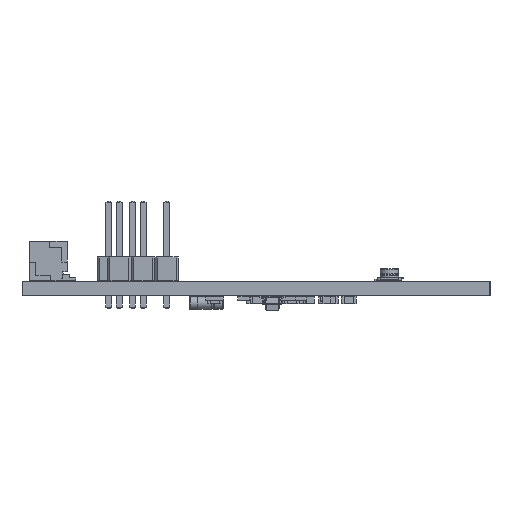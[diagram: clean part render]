
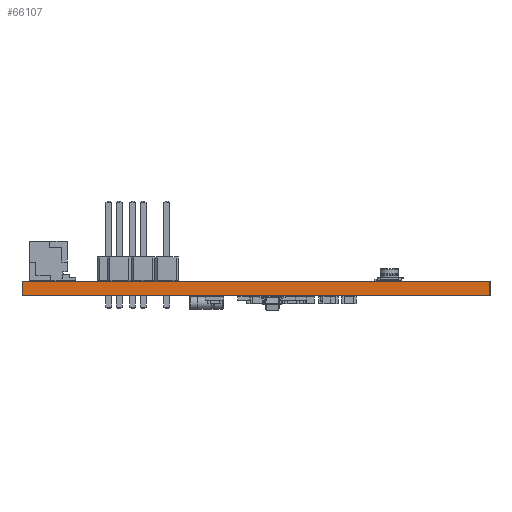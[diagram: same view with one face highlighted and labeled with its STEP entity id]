
A CAD part, left-side view. The second image highlights one B-rep face of the part: STEP entity #66107.
In plain terms, the highlighted planar face has unit normal (-1, 0, 0).
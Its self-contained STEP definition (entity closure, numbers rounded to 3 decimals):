
#62758 = PLANE('',#62759);
#62759 = AXIS2_PLACEMENT_3D('',#62760,#62761,#62762);
#62760 = CARTESIAN_POINT('',(134.874,-78.994,0.));
#62761 = DIRECTION('',(0.,1.,0.));
#62762 = DIRECTION('',(1.,0.,0.));
#62786 = PLANE('',#62787);
#62787 = AXIS2_PLACEMENT_3D('',#62788,#62789,#62790);
#62788 = CARTESIAN_POINT('',(165.1,-104.14,1.6));
#62789 = DIRECTION('',(-0.,-0.,-1.));
#62790 = DIRECTION('',(-1.,0.,0.));
#62814 = PLANE('',#62815);
#62815 = AXIS2_PLACEMENT_3D('',#62816,#62817,#62818);
#62816 = CARTESIAN_POINT('',(195.326,-129.286,0.));
#62817 = DIRECTION('',(0.,-1.,0.));
#62818 = DIRECTION('',(-1.,0.,0.));
#62840 = PLANE('',#62841);
#62841 = AXIS2_PLACEMENT_3D('',#62842,#62843,#62844);
#62842 = CARTESIAN_POINT('',(165.1,-104.14,0.));
#62843 = DIRECTION('',(-0.,-0.,-1.));
#62844 = DIRECTION('',(-1.,0.,0.));
#62855 = EDGE_CURVE('',#62856,#62858,#62860,.T.);
#62856 = VERTEX_POINT('',#62857);
#62857 = CARTESIAN_POINT('',(134.874,-78.994,0.));
#62858 = VERTEX_POINT('',#62859);
#62859 = CARTESIAN_POINT('',(134.874,-78.994,1.6));
#62860 = SURFACE_CURVE('',#62861,(#62865,#62872),.PCURVE_S1.);
#62861 = LINE('',#62862,#62863);
#62862 = CARTESIAN_POINT('',(134.874,-78.994,0.));
#62863 = VECTOR('',#62864,1.);
#62864 = DIRECTION('',(0.,0.,1.));
#62865 = PCURVE('',#62758,#62866);
#62866 = DEFINITIONAL_REPRESENTATION('',(#62867),#62871);
#62867 = LINE('',#62868,#62869);
#62868 = CARTESIAN_POINT('',(0.,0.));
#62869 = VECTOR('',#62870,1.);
#62870 = DIRECTION('',(0.,-1.));
#62871 = ( GEOMETRIC_REPRESENTATION_CONTEXT(2) 
PARAMETRIC_REPRESENTATION_CONTEXT() REPRESENTATION_CONTEXT('2D SPACE',''
  ) );
#62872 = PCURVE('',#62873,#62878);
#62873 = PLANE('',#62874);
#62874 = AXIS2_PLACEMENT_3D('',#62875,#62876,#62877);
#62875 = CARTESIAN_POINT('',(134.874,-129.286,0.));
#62876 = DIRECTION('',(-1.,0.,0.));
#62877 = DIRECTION('',(0.,1.,0.));
#62878 = DEFINITIONAL_REPRESENTATION('',(#62879),#62883);
#62879 = LINE('',#62880,#62881);
#62880 = CARTESIAN_POINT('',(50.292,0.));
#62881 = VECTOR('',#62882,1.);
#62882 = DIRECTION('',(0.,-1.));
#62883 = ( GEOMETRIC_REPRESENTATION_CONTEXT(2) 
PARAMETRIC_REPRESENTATION_CONTEXT() REPRESENTATION_CONTEXT('2D SPACE',''
  ) );
#62933 = VERTEX_POINT('',#62934);
#62934 = CARTESIAN_POINT('',(134.874,-129.286,1.6));
#62955 = EDGE_CURVE('',#62956,#62933,#62958,.T.);
#62956 = VERTEX_POINT('',#62957);
#62957 = CARTESIAN_POINT('',(134.874,-129.286,0.));
#62958 = SURFACE_CURVE('',#62959,(#62963,#62970),.PCURVE_S1.);
#62959 = LINE('',#62960,#62961);
#62960 = CARTESIAN_POINT('',(134.874,-129.286,0.));
#62961 = VECTOR('',#62962,1.);
#62962 = DIRECTION('',(0.,0.,1.));
#62963 = PCURVE('',#62814,#62964);
#62964 = DEFINITIONAL_REPRESENTATION('',(#62965),#62969);
#62965 = LINE('',#62966,#62967);
#62966 = CARTESIAN_POINT('',(60.452,0.));
#62967 = VECTOR('',#62968,1.);
#62968 = DIRECTION('',(0.,-1.));
#62969 = ( GEOMETRIC_REPRESENTATION_CONTEXT(2) 
PARAMETRIC_REPRESENTATION_CONTEXT() REPRESENTATION_CONTEXT('2D SPACE',''
  ) );
#62970 = PCURVE('',#62873,#62971);
#62971 = DEFINITIONAL_REPRESENTATION('',(#62972),#62976);
#62972 = LINE('',#62973,#62974);
#62973 = CARTESIAN_POINT('',(0.,0.));
#62974 = VECTOR('',#62975,1.);
#62975 = DIRECTION('',(0.,-1.));
#62976 = ( GEOMETRIC_REPRESENTATION_CONTEXT(2) 
PARAMETRIC_REPRESENTATION_CONTEXT() REPRESENTATION_CONTEXT('2D SPACE',''
  ) );
#63004 = EDGE_CURVE('',#62956,#62856,#63005,.T.);
#63005 = SURFACE_CURVE('',#63006,(#63010,#63017),.PCURVE_S1.);
#63006 = LINE('',#63007,#63008);
#63007 = CARTESIAN_POINT('',(134.874,-129.286,0.));
#63008 = VECTOR('',#63009,1.);
#63009 = DIRECTION('',(0.,1.,0.));
#63010 = PCURVE('',#62840,#63011);
#63011 = DEFINITIONAL_REPRESENTATION('',(#63012),#63016);
#63012 = LINE('',#63013,#63014);
#63013 = CARTESIAN_POINT('',(30.226,-25.146));
#63014 = VECTOR('',#63015,1.);
#63015 = DIRECTION('',(0.,1.));
#63016 = ( GEOMETRIC_REPRESENTATION_CONTEXT(2) 
PARAMETRIC_REPRESENTATION_CONTEXT() REPRESENTATION_CONTEXT('2D SPACE',''
  ) );
#63017 = PCURVE('',#62873,#63018);
#63018 = DEFINITIONAL_REPRESENTATION('',(#63019),#63023);
#63019 = LINE('',#63020,#63021);
#63020 = CARTESIAN_POINT('',(0.,0.));
#63021 = VECTOR('',#63022,1.);
#63022 = DIRECTION('',(1.,0.));
#63023 = ( GEOMETRIC_REPRESENTATION_CONTEXT(2) 
PARAMETRIC_REPRESENTATION_CONTEXT() REPRESENTATION_CONTEXT('2D SPACE',''
  ) );
#64676 = EDGE_CURVE('',#62933,#62858,#64677,.T.);
#64677 = SURFACE_CURVE('',#64678,(#64682,#64689),.PCURVE_S1.);
#64678 = LINE('',#64679,#64680);
#64679 = CARTESIAN_POINT('',(134.874,-129.286,1.6));
#64680 = VECTOR('',#64681,1.);
#64681 = DIRECTION('',(0.,1.,0.));
#64682 = PCURVE('',#62786,#64683);
#64683 = DEFINITIONAL_REPRESENTATION('',(#64684),#64688);
#64684 = LINE('',#64685,#64686);
#64685 = CARTESIAN_POINT('',(30.226,-25.146));
#64686 = VECTOR('',#64687,1.);
#64687 = DIRECTION('',(0.,1.));
#64688 = ( GEOMETRIC_REPRESENTATION_CONTEXT(2) 
PARAMETRIC_REPRESENTATION_CONTEXT() REPRESENTATION_CONTEXT('2D SPACE',''
  ) );
#64689 = PCURVE('',#62873,#64690);
#64690 = DEFINITIONAL_REPRESENTATION('',(#64691),#64695);
#64691 = LINE('',#64692,#64693);
#64692 = CARTESIAN_POINT('',(0.,-1.6));
#64693 = VECTOR('',#64694,1.);
#64694 = DIRECTION('',(1.,0.));
#64695 = ( GEOMETRIC_REPRESENTATION_CONTEXT(2) 
PARAMETRIC_REPRESENTATION_CONTEXT() REPRESENTATION_CONTEXT('2D SPACE',''
  ) );
#66107 = ADVANCED_FACE('',(#66108),#62873,.T.);
#66108 = FACE_BOUND('',#66109,.T.);
#66109 = EDGE_LOOP('',(#66110,#66111,#66112,#66113));
#66110 = ORIENTED_EDGE('',*,*,#62955,.T.);
#66111 = ORIENTED_EDGE('',*,*,#64676,.T.);
#66112 = ORIENTED_EDGE('',*,*,#62855,.F.);
#66113 = ORIENTED_EDGE('',*,*,#63004,.F.);
